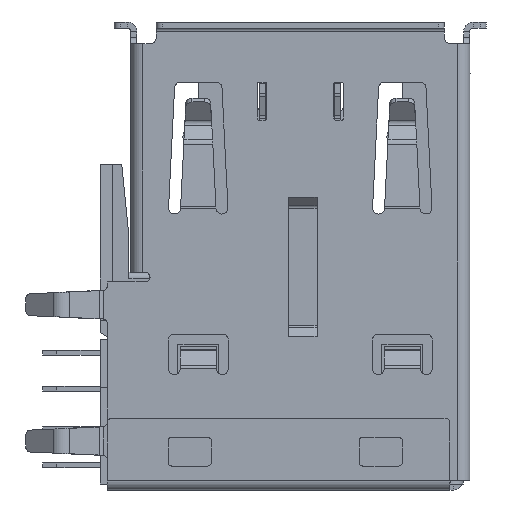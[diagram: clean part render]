
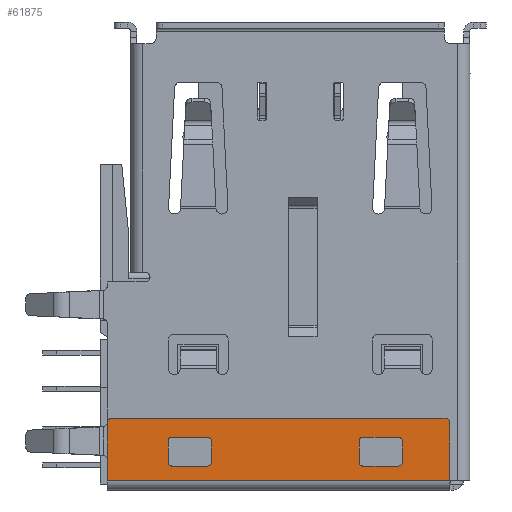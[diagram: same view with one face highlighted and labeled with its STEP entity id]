
A CAD part, front view. The second image highlights one B-rep face of the part: STEP entity #61875.
In plain terms, the highlighted planar face has unit normal (0, -1, 0).
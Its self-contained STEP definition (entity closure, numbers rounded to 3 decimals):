
#13687=CARTESIAN_POINT('',(-7.84,-6.75,-16.7));
#13688=DIRECTION('',(0.,1.,0.));
#13689=DIRECTION('',(-1.,0.,0.));
#13690=AXIS2_PLACEMENT_3D('',#13687,#13688,#13689);
#13692=DIRECTION('',(1.,0.,0.));
#13693=VECTOR('',#13692,13.87);
#13694=CARTESIAN_POINT('',(-7.84,-6.75,-16.5));
#13695=LINE('',#13694,#13693);
#13696=CARTESIAN_POINT('',(6.03,-6.75,-16.7));
#13697=DIRECTION('',(0.,1.,0.));
#13698=DIRECTION('',(0.,0.,1.));
#13699=AXIS2_PLACEMENT_3D('',#13696,#13697,#13698);
#13701=DIRECTION('',(0.,0.,-1.));
#13702=VECTOR('',#13701,2.4);
#13703=CARTESIAN_POINT('',(6.23,-6.75,-16.7));
#13704=LINE('',#13703,#13702);
#13705=DIRECTION('',(0.,0.,1.));
#13706=VECTOR('',#13705,2.4);
#13707=CARTESIAN_POINT('',(-8.04,-6.75,-19.1));
#13708=LINE('',#13707,#13706);
#13709=CARTESIAN_POINT('',(4.1,-6.75,-17.45));
#13710=DIRECTION('',(0.,-1.,0.));
#13711=DIRECTION('',(1.,0.,0.));
#13712=AXIS2_PLACEMENT_3D('',#13709,#13710,#13711);
#13714=CARTESIAN_POINT('',(2.6,-6.75,-17.45));
#13715=DIRECTION('',(0.,-1.,0.));
#13716=DIRECTION('',(0.,0.,1.));
#13717=AXIS2_PLACEMENT_3D('',#13714,#13715,#13716);
#13719=CARTESIAN_POINT('',(2.6,-6.75,-18.35));
#13720=DIRECTION('',(0.,-1.,0.));
#13721=DIRECTION('',(-1.,0.,0.));
#13722=AXIS2_PLACEMENT_3D('',#13719,#13720,#13721);
#13724=CARTESIAN_POINT('',(4.1,-6.75,-18.35));
#13725=DIRECTION('',(0.,-1.,0.));
#13726=DIRECTION('',(0.,0.,-1.));
#13727=AXIS2_PLACEMENT_3D('',#13724,#13725,#13726);
#13729=CARTESIAN_POINT('',(-5.36,-6.75,-17.45));
#13730=DIRECTION('',(0.,-1.,0.));
#13731=DIRECTION('',(0.,0.,1.));
#13732=AXIS2_PLACEMENT_3D('',#13729,#13730,#13731);
#13734=CARTESIAN_POINT('',(-5.36,-6.75,-18.35));
#13735=DIRECTION('',(0.,-1.,0.));
#13736=DIRECTION('',(-1.,0.,0.));
#13737=AXIS2_PLACEMENT_3D('',#13734,#13735,#13736);
#13739=CARTESIAN_POINT('',(-3.86,-6.75,-18.35));
#13740=DIRECTION('',(0.,-1.,0.));
#13741=DIRECTION('',(0.,0.,-1.));
#13742=AXIS2_PLACEMENT_3D('',#13739,#13740,#13741);
#13744=CARTESIAN_POINT('',(-3.86,-6.75,-17.45));
#13745=DIRECTION('',(0.,-1.,0.));
#13746=DIRECTION('',(1.,0.,0.));
#13747=AXIS2_PLACEMENT_3D('',#13744,#13745,#13746);
#13753=DIRECTION('',(1.,0.,0.));
#13754=VECTOR('',#13753,14.27);
#13755=CARTESIAN_POINT('',(-8.04,-6.75,-19.1));
#13756=LINE('',#13755,#13754);
#13775=DIRECTION('',(0.,0.,-1.));
#13776=VECTOR('',#13775,0.9);
#13777=CARTESIAN_POINT('',(4.25,-6.75,-17.45));
#13778=LINE('',#13777,#13776);
#13815=DIRECTION('',(-1.,0.,0.));
#13816=VECTOR('',#13815,1.5);
#13817=CARTESIAN_POINT('',(4.1,-6.75,-18.5));
#13818=LINE('',#13817,#13816);
#13831=DIRECTION('',(0.,0.,1.));
#13832=VECTOR('',#13831,0.9);
#13833=CARTESIAN_POINT('',(2.45,-6.75,-18.35));
#13834=LINE('',#13833,#13832);
#13847=DIRECTION('',(1.,0.,0.));
#13848=VECTOR('',#13847,1.5);
#13849=CARTESIAN_POINT('',(2.6,-6.75,-17.3));
#13850=LINE('',#13849,#13848);
#13887=DIRECTION('',(1.,0.,0.));
#13888=VECTOR('',#13887,1.5);
#13889=CARTESIAN_POINT('',(-5.36,-6.75,-17.3));
#13890=LINE('',#13889,#13888);
#13903=DIRECTION('',(0.,0.,-1.));
#13904=VECTOR('',#13903,0.9);
#13905=CARTESIAN_POINT('',(-3.71,-6.75,-17.45));
#13906=LINE('',#13905,#13904);
#13919=DIRECTION('',(-1.,0.,0.));
#13920=VECTOR('',#13919,1.5);
#13921=CARTESIAN_POINT('',(-3.86,-6.75,-18.5));
#13922=LINE('',#13921,#13920);
#13935=DIRECTION('',(0.,0.,1.));
#13936=VECTOR('',#13935,0.9);
#13937=CARTESIAN_POINT('',(-5.51,-6.75,-18.35));
#13938=LINE('',#13937,#13936);
#34697=CARTESIAN_POINT('',(6.23,-6.75,-16.7));
#34698=VERTEX_POINT('',#34697);
#34699=CARTESIAN_POINT('',(6.03,-6.75,-16.5));
#34700=VERTEX_POINT('',#34699);
#34704=CARTESIAN_POINT('',(6.23,-6.75,-19.1));
#34706=VERTEX_POINT('',#34704);
#38275=CARTESIAN_POINT('',(-7.84,-6.75,-16.5));
#38276=VERTEX_POINT('',#38275);
#38277=CARTESIAN_POINT('',(-8.04,-6.75,-16.7));
#38278=VERTEX_POINT('',#38277);
#38279=CARTESIAN_POINT('',(-8.04,-6.75,-19.1));
#38280=VERTEX_POINT('',#38279);
#38281=CARTESIAN_POINT('',(4.25,-6.75,-17.45));
#38282=CARTESIAN_POINT('',(4.25,-6.75,-18.35));
#38283=VERTEX_POINT('',#38281);
#38284=VERTEX_POINT('',#38282);
#38285=CARTESIAN_POINT('',(4.1,-6.75,-17.3));
#38286=VERTEX_POINT('',#38285);
#38287=CARTESIAN_POINT('',(2.6,-6.75,-17.3));
#38288=VERTEX_POINT('',#38287);
#38289=CARTESIAN_POINT('',(2.45,-6.75,-17.45));
#38290=VERTEX_POINT('',#38289);
#38291=CARTESIAN_POINT('',(2.45,-6.75,-18.35));
#38292=VERTEX_POINT('',#38291);
#38293=CARTESIAN_POINT('',(2.6,-6.75,-18.5));
#38294=VERTEX_POINT('',#38293);
#38295=CARTESIAN_POINT('',(4.1,-6.75,-18.5));
#38296=VERTEX_POINT('',#38295);
#38297=CARTESIAN_POINT('',(-5.36,-6.75,-17.3));
#38298=CARTESIAN_POINT('',(-5.51,-6.75,-17.45));
#38299=VERTEX_POINT('',#38297);
#38300=VERTEX_POINT('',#38298);
#38301=CARTESIAN_POINT('',(-5.51,-6.75,-18.35));
#38302=VERTEX_POINT('',#38301);
#38303=CARTESIAN_POINT('',(-5.36,-6.75,-18.5));
#38304=VERTEX_POINT('',#38303);
#38305=CARTESIAN_POINT('',(-3.86,-6.75,-18.5));
#38306=VERTEX_POINT('',#38305);
#38307=CARTESIAN_POINT('',(-3.71,-6.75,-18.35));
#38308=VERTEX_POINT('',#38307);
#38309=CARTESIAN_POINT('',(-3.71,-6.75,-17.45));
#38310=VERTEX_POINT('',#38309);
#38311=CARTESIAN_POINT('',(-3.86,-6.75,-17.3));
#38312=VERTEX_POINT('',#38311);
#61825=CARTESIAN_POINT('',(-0.905,-6.75,-17.8));
#61826=DIRECTION('',(0.,1.,0.));
#61827=DIRECTION('',(1.,0.,0.));
#61828=AXIS2_PLACEMENT_3D('',#61825,#61826,#61827);
#61829=PLANE('',#61828);
#61830=ORIENTED_EDGE('',*,*,#61806,.T.);
#61831=ORIENTED_EDGE('',*,*,#61820,.T.);
#61832=ORIENTED_EDGE('',*,*,#46066,.T.);
#61833=ORIENTED_EDGE('',*,*,#46081,.T.);
#61835=ORIENTED_EDGE('',*,*,#61834,.F.);
#61836=ORIENTED_EDGE('',*,*,#61342,.T.);
#61837=EDGE_LOOP('',(#61830,#61831,#61832,#61833,#61835,#61836));
#61838=FACE_OUTER_BOUND('',#61837,.F.);
#61840=ORIENTED_EDGE('',*,*,#61839,.F.);
#61842=ORIENTED_EDGE('',*,*,#61841,.T.);
#61844=ORIENTED_EDGE('',*,*,#61843,.F.);
#61846=ORIENTED_EDGE('',*,*,#61845,.T.);
#61848=ORIENTED_EDGE('',*,*,#61847,.F.);
#61850=ORIENTED_EDGE('',*,*,#61849,.T.);
#61852=ORIENTED_EDGE('',*,*,#61851,.F.);
#61854=ORIENTED_EDGE('',*,*,#61853,.T.);
#61855=EDGE_LOOP('',(#61840,#61842,#61844,#61846,#61848,#61850,#61852,#61854));
#61856=FACE_BOUND('',#61855,.F.);
#61858=ORIENTED_EDGE('',*,*,#61857,.T.);
#61860=ORIENTED_EDGE('',*,*,#61859,.F.);
#61862=ORIENTED_EDGE('',*,*,#61861,.T.);
#61864=ORIENTED_EDGE('',*,*,#61863,.F.);
#61866=ORIENTED_EDGE('',*,*,#61865,.T.);
#61868=ORIENTED_EDGE('',*,*,#61867,.F.);
#61870=ORIENTED_EDGE('',*,*,#61869,.T.);
#61872=ORIENTED_EDGE('',*,*,#61871,.F.);
#61873=EDGE_LOOP('',(#61858,#61860,#61862,#61864,#61866,#61868,#61870,#61872));
#61874=FACE_BOUND('',#61873,.F.);
#61875=ADVANCED_FACE('',(#61838,#61856,#61874),#61829,.F.);
#13691=CIRCLE('',#13690,0.2);
#13700=CIRCLE('',#13699,0.2);
#13713=CIRCLE('',#13712,0.15);
#13718=CIRCLE('',#13717,0.15);
#13723=CIRCLE('',#13722,0.15);
#13728=CIRCLE('',#13727,0.15);
#13733=CIRCLE('',#13732,0.15);
#13738=CIRCLE('',#13737,0.15);
#13743=CIRCLE('',#13742,0.15);
#13748=CIRCLE('',#13747,0.15);
#46066=EDGE_CURVE('',#34700,#34698,#13700,.T.);
#46081=EDGE_CURVE('',#34698,#34706,#13704,.T.);
#61342=EDGE_CURVE('',#38280,#38278,#13708,.T.);
#61806=EDGE_CURVE('',#38278,#38276,#13691,.T.);
#61820=EDGE_CURVE('',#38276,#34700,#13695,.T.);
#61834=EDGE_CURVE('',#38280,#34706,#13756,.T.);
#61839=EDGE_CURVE('',#38283,#38284,#13778,.T.);
#61841=EDGE_CURVE('',#38283,#38286,#13713,.T.);
#61843=EDGE_CURVE('',#38288,#38286,#13850,.T.);
#61845=EDGE_CURVE('',#38288,#38290,#13718,.T.);
#61847=EDGE_CURVE('',#38292,#38290,#13834,.T.);
#61849=EDGE_CURVE('',#38292,#38294,#13723,.T.);
#61851=EDGE_CURVE('',#38296,#38294,#13818,.T.);
#61853=EDGE_CURVE('',#38296,#38284,#13728,.T.);
#61857=EDGE_CURVE('',#38299,#38300,#13733,.T.);
#61859=EDGE_CURVE('',#38302,#38300,#13938,.T.);
#61861=EDGE_CURVE('',#38302,#38304,#13738,.T.);
#61863=EDGE_CURVE('',#38306,#38304,#13922,.T.);
#61865=EDGE_CURVE('',#38306,#38308,#13743,.T.);
#61867=EDGE_CURVE('',#38310,#38308,#13906,.T.);
#61869=EDGE_CURVE('',#38310,#38312,#13748,.T.);
#61871=EDGE_CURVE('',#38299,#38312,#13890,.T.);
